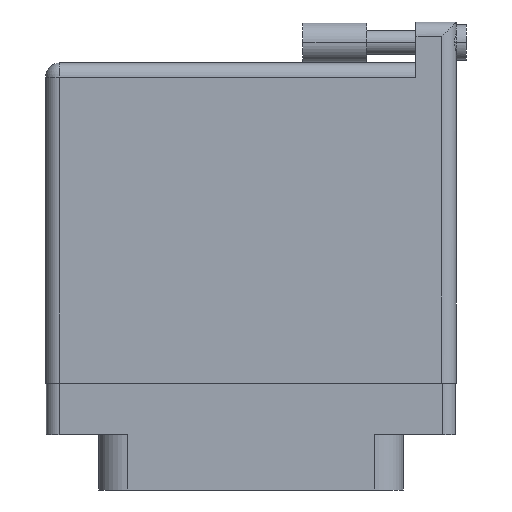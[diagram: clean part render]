
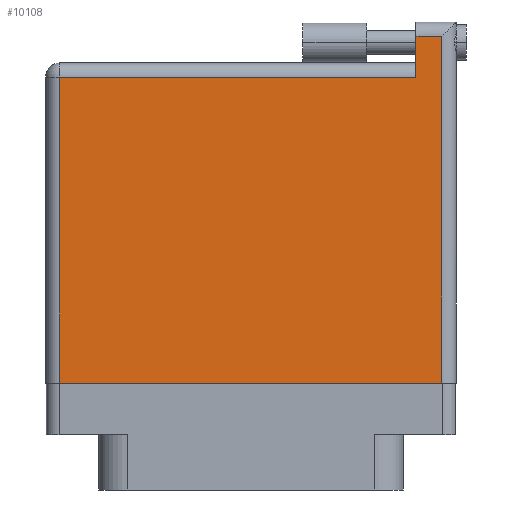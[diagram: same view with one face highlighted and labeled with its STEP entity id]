
A CAD part, front view. The second image highlights one B-rep face of the part: STEP entity #10108.
In plain terms, the highlighted face is planar.
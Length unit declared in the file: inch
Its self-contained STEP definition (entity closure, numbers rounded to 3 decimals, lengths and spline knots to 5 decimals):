
#46 = VERTEX_POINT ( 'NONE', #2277 ) ;
#877 = DIRECTION ( 'NONE',  ( -1., 0., 0. ) ) ;
#937 = CARTESIAN_POINT ( 'NONE',  ( 0.807, 1.666, 0.4495 ) ) ;
#1196 = EDGE_CURVE ( 'NONE', #4981, #5947, #18139, .T. ) ;
#1857 = LINE ( 'NONE', #9083, #13126 ) ;
#2213 = CARTESIAN_POINT ( 'NONE',  ( -1.004, 1.596, 0.4495 ) ) ;
#2277 = CARTESIAN_POINT ( 'NONE',  ( 0.807, 1.596, 0.4495 ) ) ;
#2315 = EDGE_CURVE ( 'NONE', #11552, #19990, #14983, .T. ) ;
#2835 = ORIENTED_EDGE ( 'NONE', *, *, #31195, .T. ) ;
#3045 = CARTESIAN_POINT ( 'NONE',  ( -0.934, 1.396, 0.4495 ) ) ;
#4981 = VERTEX_POINT ( 'NONE', #14652 ) ;
#5456 = VERTEX_POINT ( 'NONE', #24911 ) ;
#5947 = VERTEX_POINT ( 'NONE', #3045 ) ;
#7028 = DIRECTION ( 'NONE',  ( 0., 0., -1. ) ) ;
#7043 = AXIS2_PLACEMENT_3D ( 'NONE', #34320, #7028, #20369 ) ;
#7648 = FACE_OUTER_BOUND ( 'NONE', #33872, .T. ) ;
#7850 = CARTESIAN_POINT ( 'NONE',  ( -1.004, -0.1, 0.4495 ) ) ;
#8024 = ORIENTED_EDGE ( 'NONE', *, *, #29280, .T. ) ;
#8926 = VECTOR ( 'NONE', #13366, 39.37008 ) ;
#9016 = ORIENTED_EDGE ( 'NONE', *, *, #2315, .T. ) ;
#9083 = CARTESIAN_POINT ( 'NONE',  ( -0.934, -0.1, 0.4495 ) ) ;
#9439 = DIRECTION ( 'NONE',  ( 0., -1., 0. ) ) ;
#10108 = ADVANCED_FACE ( 'NONE', ( #7648 ), #29055, .F. ) ;
#11552 = VERTEX_POINT ( 'NONE', #32633 ) ;
#12095 = DIRECTION ( 'NONE',  ( 0., -1., 0. ) ) ;
#12166 = CARTESIAN_POINT ( 'NONE',  ( -1.004, 1.396, 0.4495 ) ) ;
#12503 = VECTOR ( 'NONE', #877, 39.37008 ) ;
#12559 = DIRECTION ( 'NONE',  ( 0., 1., 0. ) ) ;
#13109 = VECTOR ( 'NONE', #27092, 39.37008 ) ;
#13126 = VECTOR ( 'NONE', #12095, 39.37008 ) ;
#13366 = DIRECTION ( 'NONE',  ( -1., 0., 0. ) ) ;
#14652 = CARTESIAN_POINT ( 'NONE',  ( 0.807, 1.396, 0.4495 ) ) ;
#14983 = LINE ( 'NONE', #28915, #22768 ) ;
#16500 = LINE ( 'NONE', #937, #23420 ) ;
#17826 = ORIENTED_EDGE ( 'NONE', *, *, #24442, .T. ) ;
#18139 = LINE ( 'NONE', #12166, #12503 ) ;
#19320 = ORIENTED_EDGE ( 'NONE', *, *, #1196, .T. ) ;
#19990 = VERTEX_POINT ( 'NONE', #29529 ) ;
#20369 = DIRECTION ( 'NONE',  ( -1., 0., 0. ) ) ;
#22768 = VECTOR ( 'NONE', #12559, 39.37008 ) ;
#23420 = VECTOR ( 'NONE', #9439, 39.37008 ) ;
#24442 = EDGE_CURVE ( 'NONE', #19990, #46, #34525, .T. ) ;
#24911 = CARTESIAN_POINT ( 'NONE',  ( -0.934, -0.1, 0.4495 ) ) ;
#27092 = DIRECTION ( 'NONE',  ( 1., 0., 0. ) ) ;
#28915 = CARTESIAN_POINT ( 'NONE',  ( 0.934, 1.666, 0.4495 ) ) ;
#29055 = PLANE ( 'NONE',  #7043 ) ;
#29123 = LINE ( 'NONE', #7850, #13109 ) ;
#29280 = EDGE_CURVE ( 'NONE', #5947, #5456, #1857, .T. ) ;
#29529 = CARTESIAN_POINT ( 'NONE',  ( 0.934, 1.596, 0.4495 ) ) ;
#31195 = EDGE_CURVE ( 'NONE', #46, #4981, #16500, .T. ) ;
#32633 = CARTESIAN_POINT ( 'NONE',  ( 0.934, -0.1, 0.4495 ) ) ;
#33506 = ORIENTED_EDGE ( 'NONE', *, *, #35023, .T. ) ;
#33872 = EDGE_LOOP ( 'NONE', ( #33506, #9016, #17826, #2835, #19320, #8024 ) ) ;
#34320 = CARTESIAN_POINT ( 'NONE',  ( -1.004, 1.466, 0.4495 ) ) ;
#34525 = LINE ( 'NONE', #2213, #8926 ) ;
#35023 = EDGE_CURVE ( 'NONE', #5456, #11552, #29123, .T. ) ;
